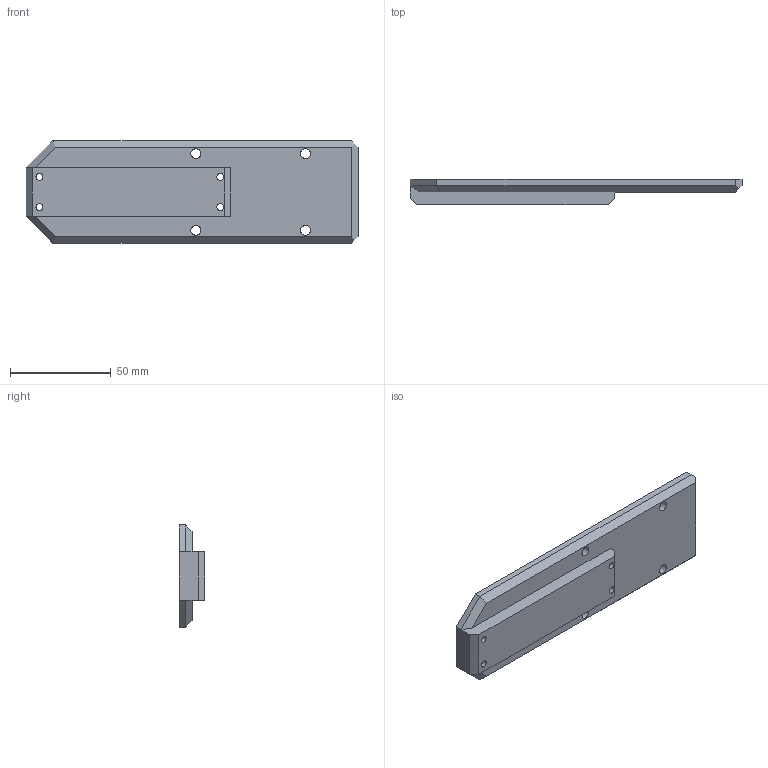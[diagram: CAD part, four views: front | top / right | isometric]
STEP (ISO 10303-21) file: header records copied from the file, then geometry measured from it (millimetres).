
FILE_DESCRIPTION(/* description */ (''),/* implementation_level */ '2;1');
FILE_NAME(/* name */ 'clawbacking.stp',/* time_stamp */ '2025-05-02T18:16:24-04:00',/* author */ ('Designer'),/* organization */ (''),/* preprocessor_version */ 'ST-DEVELOPER v20',/* originating_system */ 'Autodesk Inventor 2024',/* authorisation */ '');
FILE_SCHEMA (('AUTOMOTIVE_DESIGN { 1 0 10303 214 3 1 1 }'));
Length unit declared in the file: inch
Products named in the file (1): clawbacking
Bounding box: 165.1 x 12.7 x 50.8 mm (x, y, z)
Volume: 64276.6 mm3; surface area: 20682.8 mm2
Topology: 1 solids, 1 shells, 35 faces, 86 edges, 56 vertices
Faces by surface type: plane 24, cylinder 11
Full cylindrical faces by diameter (mm): 3.4 x4, 4.928 x4, 6.096 x3
Entity records: 1107 total; most frequent: DIRECTION 180, CARTESIAN_POINT 178, ORIENTED_EDGE 172, EDGE_CURVE 86, LINE 64, VECTOR 64, AXIS2_PLACEMENT_3D 58, VERTEX_POINT 56
